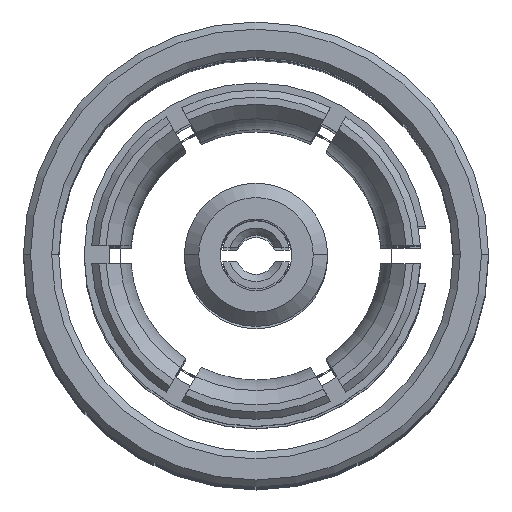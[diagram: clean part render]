
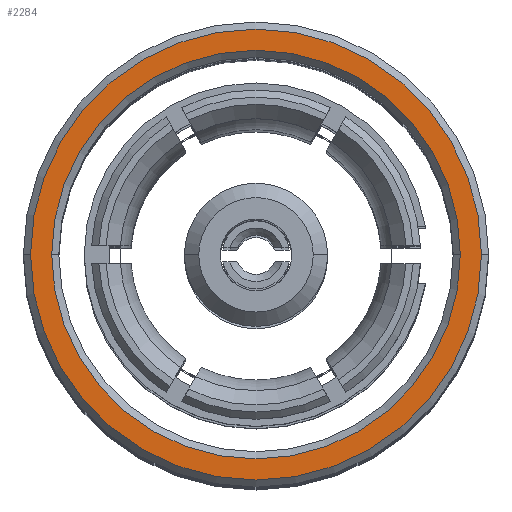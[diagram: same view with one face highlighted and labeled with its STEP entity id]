
A CAD part, top view. The second image highlights one B-rep face of the part: STEP entity #2284.
In plain terms, the highlighted planar face has unit normal (0, 0, 1).
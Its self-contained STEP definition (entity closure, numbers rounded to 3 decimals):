
#102 = FACE_OUTER_BOUND ( 'NONE', #4998, .T. ) ;
#306 = DIRECTION ( 'NONE',  ( 0., 0., -1. ) ) ;
#379 = CARTESIAN_POINT ( 'NONE',  ( 0., 0., 15.4 ) ) ;
#682 = CIRCLE ( 'NONE', #3119, 2.855 ) ;
#693 = AXIS2_PLACEMENT_3D ( 'NONE', #2730, #2373, #982 ) ;
#742 = ORIENTED_EDGE ( 'NONE', *, *, #4911, .F. ) ;
#982 = DIRECTION ( 'NONE',  ( 1., 0., 0. ) ) ;
#1081 = ORIENTED_EDGE ( 'NONE', *, *, #1528, .F. ) ;
#1338 = CARTESIAN_POINT ( 'NONE',  ( 0., 0., 15.4 ) ) ;
#1457 = CARTESIAN_POINT ( 'NONE',  ( 2.855, 0., 15.4 ) ) ;
#1528 = EDGE_CURVE ( 'NONE', #4277, #3243, #4906, .T. ) ;
#1556 = AXIS2_PLACEMENT_3D ( 'NONE', #2429, #2956, #5375 ) ;
#1767 = AXIS2_PLACEMENT_3D ( 'NONE', #1338, #306, #3762 ) ;
#1991 = DIRECTION ( 'NONE',  ( -1., 0., 0. ) ) ;
#2284 = ADVANCED_FACE ( 'NONE', ( #3900, #102 ), #6857, .T. ) ;
#2373 = DIRECTION ( 'NONE',  ( 0., 0., 1. ) ) ;
#2429 = CARTESIAN_POINT ( 'NONE',  ( 0., 0., 15.4 ) ) ;
#2730 = CARTESIAN_POINT ( 'NONE',  ( 0., 3.15, 15.4 ) ) ;
#2956 = DIRECTION ( 'NONE',  ( 0., 0., -1. ) ) ;
#3119 = AXIS2_PLACEMENT_3D ( 'NONE', #379, #5607, #6025 ) ;
#3243 = VERTEX_POINT ( 'NONE', #4173 ) ;
#3392 = CARTESIAN_POINT ( 'NONE',  ( -2.855, 0., 15.4 ) ) ;
#3417 = EDGE_CURVE ( 'NONE', #5360, #6698, #682, .T. ) ;
#3744 = DIRECTION ( 'NONE',  ( 0., 0., -1. ) ) ;
#3762 = DIRECTION ( 'NONE',  ( -1., 0., 0. ) ) ;
#3900 = FACE_BOUND ( 'NONE', #7078, .T. ) ;
#4173 = CARTESIAN_POINT ( 'NONE',  ( -3.15, 0., 15.4 ) ) ;
#4218 = ORIENTED_EDGE ( 'NONE', *, *, #3417, .T. ) ;
#4274 = CARTESIAN_POINT ( 'NONE',  ( 3.15, 0., 15.4 ) ) ;
#4277 = VERTEX_POINT ( 'NONE', #4274 ) ;
#4866 = CARTESIAN_POINT ( 'NONE',  ( 0., 0., 15.4 ) ) ;
#4906 = CIRCLE ( 'NONE', #5888, 3.15 ) ;
#4911 = EDGE_CURVE ( 'NONE', #3243, #4277, #6039, .T. ) ;
#4998 = EDGE_LOOP ( 'NONE', ( #742, #1081 ) ) ;
#5187 = ORIENTED_EDGE ( 'NONE', *, *, #7294, .T. ) ;
#5360 = VERTEX_POINT ( 'NONE', #1457 ) ;
#5375 = DIRECTION ( 'NONE',  ( -1., 0., 0. ) ) ;
#5607 = DIRECTION ( 'NONE',  ( 0., 0., -1. ) ) ;
#5888 = AXIS2_PLACEMENT_3D ( 'NONE', #4866, #3744, #1991 ) ;
#6025 = DIRECTION ( 'NONE',  ( -1., 0., 0. ) ) ;
#6039 = CIRCLE ( 'NONE', #1556, 3.15 ) ;
#6124 = CIRCLE ( 'NONE', #1767, 2.855 ) ;
#6698 = VERTEX_POINT ( 'NONE', #3392 ) ;
#6857 = PLANE ( 'NONE',  #693 ) ;
#7078 = EDGE_LOOP ( 'NONE', ( #4218, #5187 ) ) ;
#7294 = EDGE_CURVE ( 'NONE', #6698, #5360, #6124, .T. ) ;
